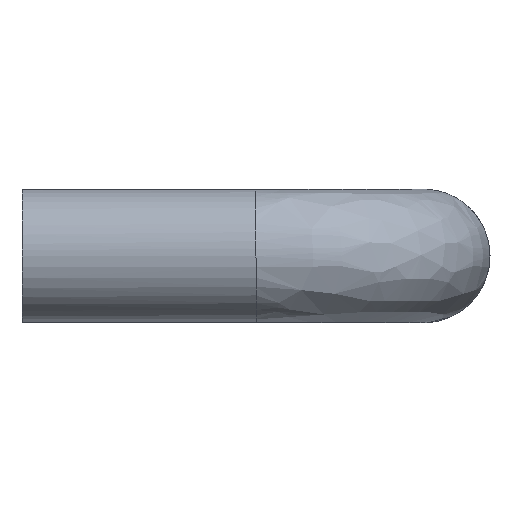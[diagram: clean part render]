
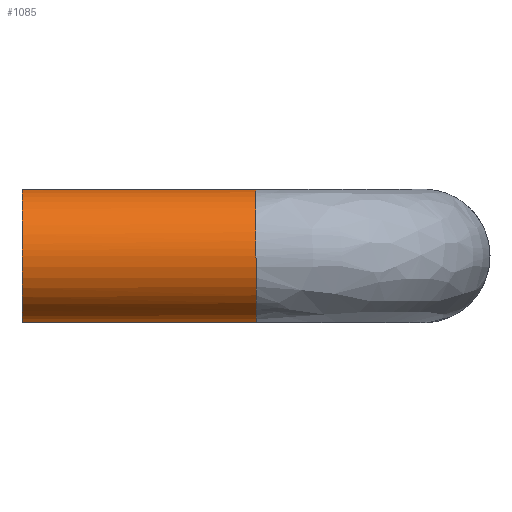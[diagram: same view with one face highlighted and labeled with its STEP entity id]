
A CAD part, left-side view. The second image highlights one B-rep face of the part: STEP entity #1085.
In plain terms, the highlighted free-form (B-spline) face has degree [2, 1] with [7, 2] control points.
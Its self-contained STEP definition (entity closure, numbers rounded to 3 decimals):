
#888=CARTESIAN_POINT('',(2.421,-17.5,-4.375));
#889=VERTEX_POINT('',#888);
#905=CARTESIAN_POINT('',(2.421,0.,-4.375));
#906=VERTEX_POINT('',#905);
#907=CARTESIAN_POINT('',(2.421,0.,-4.375));
#908=CARTESIAN_POINT('',(2.421,-17.5,-4.375));
#909=QUASI_UNIFORM_CURVE('',1,(#907,#908),.UNSPECIFIED.,.F.,.U.);
#910=EDGE_CURVE('',#906,#889,#909,.T.);
#927=CARTESIAN_POINT('',(3.686,0.,3.378));
#928=VERTEX_POINT('',#927);
#942=CARTESIAN_POINT('',(3.686,-17.5,3.378));
#943=VERTEX_POINT('',#942);
#944=CARTESIAN_POINT('',(3.686,0.,3.378));
#945=CARTESIAN_POINT('',(3.686,-17.5,3.378));
#946=QUASI_UNIFORM_CURVE('',1,(#944,#945),.UNSPECIFIED.,.F.,.U.);
#947=EDGE_CURVE('',#928,#943,#946,.T.);
#965=CARTESIAN_POINT('',(3.686,0.438,3.378));
#966=CARTESIAN_POINT('',(0.308,0.438,7.064));
#967=CARTESIAN_POINT('',(-3.378,0.438,3.686));
#968=CARTESIAN_POINT('',(-7.064,0.438,0.308));
#969=CARTESIAN_POINT('',(-3.686,0.438,-3.378));
#970=CARTESIAN_POINT('',(-1.025,0.438,-6.282));
#971=CARTESIAN_POINT('',(2.421,0.438,-4.375));
#972=CARTESIAN_POINT('',(3.686,-17.948,3.378));
#973=CARTESIAN_POINT('',(0.308,-17.948,7.064));
#974=CARTESIAN_POINT('',(-3.378,-17.948,3.686));
#975=CARTESIAN_POINT('',(-7.064,-17.948,0.308));
#976=CARTESIAN_POINT('',(-3.686,-17.948,-3.378));
#977=CARTESIAN_POINT('',(-1.025,-17.948,-6.282));
#978=CARTESIAN_POINT('',(2.421,-17.948,-4.375));
#986=(BOUNDED_SURFACE()B_SPLINE_SURFACE(2,1,((#965,#972),(#966,#973),(#967,#974),(#968,#975),(#969,#976),(#970,#977),(#971,#978)),.UNSPECIFIED.,.F.,.F.,.U.)B_SPLINE_SURFACE_WITH_KNOTS((3,2,2,3),(2,2),(0.0,8.284,16.569,23.527),(0.0,18.386),.UNSPECIFIED.)GEOMETRIC_REPRESENTATION_ITEM()RATIONAL_B_SPLINE_SURFACE(((1.0,1.0),(0.707,0.707),(1.0,1.0),(0.707,0.707),(1.0,1.0),(0.754,0.754),(0.921,0.921)))REPRESENTATION_ITEM('')SURFACE());
#987=CARTESIAN_POINT('',(-0.349,-17.5,-4.988));
#988=VERTEX_POINT('',#987);
#989=CARTESIAN_POINT('',(-0.349,-17.5,-4.988));
#990=CARTESIAN_POINT('',(-0.175,-17.5,-5.));
#991=CARTESIAN_POINT('',(0.,-17.5,-5.0));
#992=CARTESIAN_POINT('',(1.291,-17.5,-5.));
#993=CARTESIAN_POINT('',(2.421,-17.5,-4.375));
#1001=(BOUNDED_CURVE()B_SPLINE_CURVE(2,(#989,#990,#991,#992,#993),.UNSPECIFIED.,.F.,.U.)B_SPLINE_CURVE_WITH_KNOTS((3,2,3),(0.238,0.25,0.332),.UNSPECIFIED.)CURVE()GEOMETRIC_REPRESENTATION_ITEM()RATIONAL_B_SPLINE_CURVE((0.973,0.986,1.0,0.903,0.87))REPRESENTATION_ITEM(''));
#1002=EDGE_CURVE('',#988,#889,#1001,.T.);
#1003=ORIENTED_EDGE('',*,*,#1002,.F.);
#1004=CARTESIAN_POINT('',(-5.,-17.5,0.0));
#1005=VERTEX_POINT('',#1004);
#1006=CARTESIAN_POINT('',(-5.,-17.5,0.0));
#1007=CARTESIAN_POINT('',(-5.,-17.5,-4.663));
#1008=CARTESIAN_POINT('',(-0.349,-17.5,-4.988));
#1016=(BOUNDED_CURVE()B_SPLINE_CURVE(2,(#1006,#1007,#1008),.UNSPECIFIED.,.F.,.U.)B_SPLINE_CURVE_WITH_KNOTS((3,3),(0.0,0.238),.UNSPECIFIED.)CURVE()GEOMETRIC_REPRESENTATION_ITEM()RATIONAL_B_SPLINE_CURVE((1.0,0.721,0.973))REPRESENTATION_ITEM(''));
#1017=EDGE_CURVE('',#1005,#988,#1016,.T.);
#1018=ORIENTED_EDGE('',*,*,#1017,.F.);
#1019=CARTESIAN_POINT('',(0.063,-17.5,5.));
#1020=VERTEX_POINT('',#1019);
#1021=CARTESIAN_POINT('',(0.063,-17.5,5.));
#1022=CARTESIAN_POINT('',(0.031,-17.5,5.0));
#1023=CARTESIAN_POINT('',(0.,-17.5,5.0));
#1024=CARTESIAN_POINT('',(-5.,-17.5,5.));
#1025=CARTESIAN_POINT('',(-5.,-17.5,0.0));
#1033=(BOUNDED_CURVE()B_SPLINE_CURVE(2,(#1021,#1022,#1023,#1024,#1025),.UNSPECIFIED.,.F.,.U.)B_SPLINE_CURVE_WITH_KNOTS((3,2,3),(0.748,0.75,1.0),.UNSPECIFIED.)CURVE()GEOMETRIC_REPRESENTATION_ITEM()RATIONAL_B_SPLINE_CURVE((0.995,0.997,1.0,0.707,1.0))REPRESENTATION_ITEM(''));
#1034=EDGE_CURVE('',#1020,#1005,#1033,.T.);
#1035=ORIENTED_EDGE('',*,*,#1034,.F.);
#1036=CARTESIAN_POINT('',(3.686,-17.5,3.378));
#1037=CARTESIAN_POINT('',(2.225,-17.5,4.972));
#1038=CARTESIAN_POINT('',(0.063,-17.5,5.));
#1046=(BOUNDED_CURVE()B_SPLINE_CURVE(2,(#1036,#1037,#1038),.UNSPECIFIED.,.F.,.U.)B_SPLINE_CURVE_WITH_KNOTS((3,3),(0.618,0.748),.UNSPECIFIED.)CURVE()GEOMETRIC_REPRESENTATION_ITEM()RATIONAL_B_SPLINE_CURVE((0.854,0.846,0.995))REPRESENTATION_ITEM(''));
#1047=EDGE_CURVE('',#943,#1020,#1046,.T.);
#1048=ORIENTED_EDGE('',*,*,#1047,.F.);
#1049=ORIENTED_EDGE('',*,*,#947,.F.);
#1050=CARTESIAN_POINT('',(-5.0,0.0,0.0));
#1051=VERTEX_POINT('',#1050);
#1052=CARTESIAN_POINT('',(3.686,0.,3.378));
#1053=CARTESIAN_POINT('',(2.2,0.0,5.));
#1054=CARTESIAN_POINT('',(0.0,0.0,5.0));
#1055=CARTESIAN_POINT('',(-5.,0.0,5.));
#1056=CARTESIAN_POINT('',(-5.0,0.0,0.0));
#1064=(BOUNDED_CURVE()B_SPLINE_CURVE(2,(#1052,#1053,#1054,#1055,#1056),.UNSPECIFIED.,.F.,.U.)B_SPLINE_CURVE_WITH_KNOTS((3,2,3),(0.618,0.75,1.0),.UNSPECIFIED.)CURVE()GEOMETRIC_REPRESENTATION_ITEM()RATIONAL_B_SPLINE_CURVE((0.854,0.846,1.0,0.707,1.0))REPRESENTATION_ITEM(''));
#1065=EDGE_CURVE('',#928,#1051,#1064,.T.);
#1066=ORIENTED_EDGE('',*,*,#1065,.T.);
#1067=CARTESIAN_POINT('',(-5.0,0.0,0.0));
#1068=CARTESIAN_POINT('',(-5.,0.0,-5.));
#1069=CARTESIAN_POINT('',(0.0,0.0,-5.0));
#1070=CARTESIAN_POINT('',(1.291,0.0,-5.));
#1071=CARTESIAN_POINT('',(2.421,0.,-4.375));
#1079=(BOUNDED_CURVE()B_SPLINE_CURVE(2,(#1067,#1068,#1069,#1070,#1071),.UNSPECIFIED.,.F.,.U.)B_SPLINE_CURVE_WITH_KNOTS((3,2,3),(0.0,0.25,0.332),.UNSPECIFIED.)CURVE()GEOMETRIC_REPRESENTATION_ITEM()RATIONAL_B_SPLINE_CURVE((1.0,0.707,1.0,0.903,0.87))REPRESENTATION_ITEM(''));
#1080=EDGE_CURVE('',#1051,#906,#1079,.T.);
#1081=ORIENTED_EDGE('',*,*,#1080,.T.);
#1082=ORIENTED_EDGE('',*,*,#910,.T.);
#1083=EDGE_LOOP('',(#1003,#1018,#1035,#1048,#1049,#1066,#1081,#1082));
#1084=FACE_OUTER_BOUND('',#1083,.T.);
#1085=ADVANCED_FACE('',(#1084),#986,.T.);
